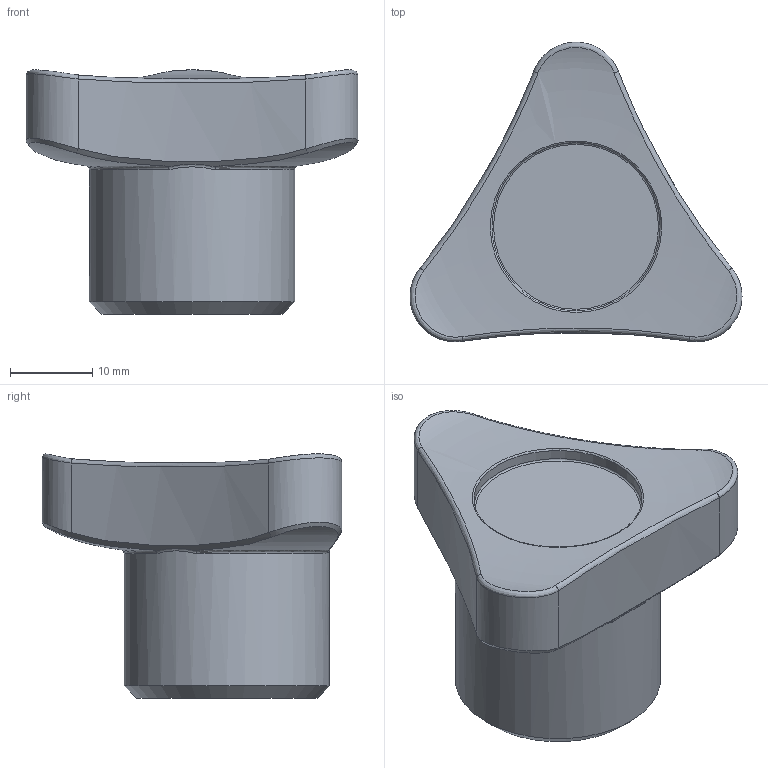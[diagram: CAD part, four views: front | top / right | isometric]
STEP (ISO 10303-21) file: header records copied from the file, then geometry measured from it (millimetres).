
FILE_DESCRIPTION( ( 'Unknown' ), '1' );
FILE_NAME( '6111030_3P45_B_M10.stp', 'Unknown', ( 'Unknown' ), ( 'Unknown' ), 'PSStep 11.0', 'Unknown', ' ' );
FILE_SCHEMA( ( 'AUTOMOTIVE_DESIGN { 1 0 10303 214 1 1 1 1 }' ) );
Length unit declared in the file: millimetre
Products named in the file (1): 6111030
Bounding box: 40.44 x 36.49 x 29.76 mm (x, y, z)
Volume: 16513.3 mm3; surface area: 4802.4 mm2
Topology: 1 solids, 1 shells, 38 faces, 98 edges, 62 vertices
Faces by surface type: bspline 15, cylinder 9, torus 5, revolution 4, cone 3, plane 2
Full cylindrical faces by diameter (mm): 8.376 x1, 20.5 x1, 25 x1
Entity records: 4537 total; most frequent: CARTESIAN_POINT 3509, ORIENTED_EDGE 168, DIRECTION 92, EDGE_CURVE 84, B_SPLINE_CURVE_WITH_KNOTS 61, VERTEX_POINT 58, EDGE_LOOP 47, FACE_OUTER_BOUND 44
